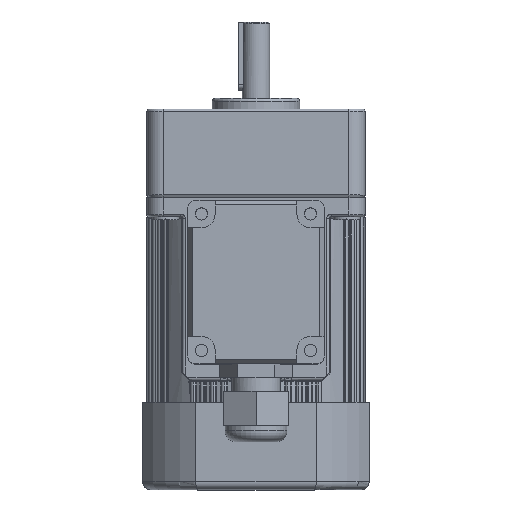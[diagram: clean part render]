
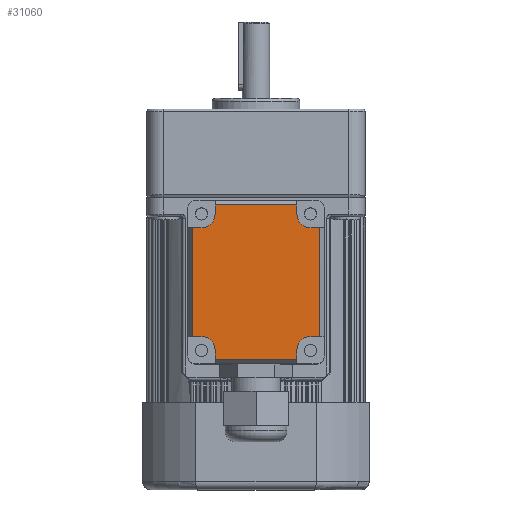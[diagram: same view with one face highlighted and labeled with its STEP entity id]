
A CAD part, top view. The second image highlights one B-rep face of the part: STEP entity #31060.
In plain terms, the highlighted face is planar.
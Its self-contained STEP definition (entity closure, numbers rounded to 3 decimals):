
#135 = CARTESIAN_POINT ( 'NONE',  ( -144.756, 40., -687.373 ) ) ;
#335 = AXIS2_PLACEMENT_3D ( 'NONE', #34398, #14379, #37752 ) ;
#696 = EDGE_LOOP ( 'NONE', ( #6617, #36303, #39854, #28205, #3651, #32162, #20439, #17401, #31695, #34595, #11167, #15352, #21524, #6078, #26850, #6171 ) ) ;
#745 = DIRECTION ( 'NONE',  ( 0., 0., -1. ) ) ;
#1364 = DIRECTION ( 'NONE',  ( 0., -1., 0. ) ) ;
#2000 = LINE ( 'NONE', #34344, #9811 ) ;
#2267 = LINE ( 'NONE', #36435, #35684 ) ;
#2410 = VERTEX_POINT ( 'NONE', #12952 ) ;
#2895 = CARTESIAN_POINT ( 'NONE',  ( -134.756, 40., -692.163 ) ) ;
#3002 = AXIS2_PLACEMENT_3D ( 'NONE', #7071, #30416, #10428 ) ;
#3353 = VECTOR ( 'NONE', #22220, 1000. ) ;
#3374 = VERTEX_POINT ( 'NONE', #13629 ) ;
#3632 = LINE ( 'NONE', #25941, #28144 ) ;
#3651 = ORIENTED_EDGE ( 'NONE', *, *, #42319, .T. ) ;
#4058 = CARTESIAN_POINT ( 'NONE',  ( -99.966, 40., -647.373 ) ) ;
#4850 = VERTEX_POINT ( 'NONE', #4058 ) ;
#6078 = ORIENTED_EDGE ( 'NONE', *, *, #14889, .T. ) ;
#6171 = ORIENTED_EDGE ( 'NONE', *, *, #14197, .T. ) ;
#6617 = ORIENTED_EDGE ( 'NONE', *, *, #10080, .F. ) ;
#7071 = CARTESIAN_POINT ( 'NONE',  ( -139.547, 40., -692.163 ) ) ;
#7266 = EDGE_CURVE ( 'NONE', #27984, #19057, #21922, .T. ) ;
#7286 = EDGE_CURVE ( 'NONE', #29633, #9538, #39724, .T. ) ;
#7994 = AXIS2_PLACEMENT_3D ( 'NONE', #40754, #20761, #745 ) ;
#8105 = CARTESIAN_POINT ( 'NONE',  ( -134.756, 40., -695.641 ) ) ;
#8286 = CARTESIAN_POINT ( 'NONE',  ( -104.756, 40., -647.373 ) ) ;
#8384 = CIRCLE ( 'NONE', #3002, 4.79 ) ;
#9468 = CARTESIAN_POINT ( 'NONE',  ( -134.756, 40., -639.105 ) ) ;
#9530 = VERTEX_POINT ( 'NONE', #17570 ) ;
#9538 = VERTEX_POINT ( 'NONE', #37594 ) ;
#9811 = VECTOR ( 'NONE', #16809, 1000. ) ;
#10080 = EDGE_CURVE ( 'NONE', #40243, #32256, #25992, .T. ) ;
#10428 = DIRECTION ( 'NONE',  ( 0., 0., -1. ) ) ;
#10743 = CARTESIAN_POINT ( 'NONE',  ( -134.756, 40., -687.373 ) ) ;
#11167 = ORIENTED_EDGE ( 'NONE', *, *, #7266, .F. ) ;
#11636 = DIRECTION ( 'NONE',  ( 1., 0., 0. ) ) ;
#11681 = VECTOR ( 'NONE', #28770, 1000. ) ;
#12886 = AXIS2_PLACEMENT_3D ( 'NONE', #21348, #1364, #24679 ) ;
#12952 = CARTESIAN_POINT ( 'NONE',  ( -104.756, 40., -695.641 ) ) ;
#13629 = CARTESIAN_POINT ( 'NONE',  ( -139.547, 40., -647.373 ) ) ;
#13955 = EDGE_CURVE ( 'NONE', #29633, #36909, #2267, .T. ) ;
#14197 = EDGE_CURVE ( 'NONE', #3374, #32256, #28317, .T. ) ;
#14379 = DIRECTION ( 'NONE',  ( 0., -1., 0. ) ) ;
#14889 = EDGE_CURVE ( 'NONE', #16941, #25739, #3632, .T. ) ;
#15352 = ORIENTED_EDGE ( 'NONE', *, *, #41628, .T. ) ;
#15536 = CARTESIAN_POINT ( 'NONE',  ( -104.756, 40., -697.373 ) ) ;
#15797 = PLANE ( 'NONE',  #17281 ) ;
#15977 = CARTESIAN_POINT ( 'NONE',  ( -143.024, 40., -647.373 ) ) ;
#16809 = DIRECTION ( 'NONE',  ( 0., 0., -1. ) ) ;
#16913 = DIRECTION ( 'NONE',  ( 1., 0., 0. ) ) ;
#16941 = VERTEX_POINT ( 'NONE', #33766 ) ;
#17281 = AXIS2_PLACEMENT_3D ( 'NONE', #39203, #19189, #42522 ) ;
#17401 = ORIENTED_EDGE ( 'NONE', *, *, #7286, .T. ) ;
#17570 = CARTESIAN_POINT ( 'NONE',  ( -139.547, 40., -687.373 ) ) ;
#18376 = FACE_OUTER_BOUND ( 'NONE', #696, .T. ) ;
#18392 = EDGE_CURVE ( 'NONE', #2410, #19057, #30557, .T. ) ;
#18602 = CARTESIAN_POINT ( 'NONE',  ( -134.756, 40., -642.582 ) ) ;
#18686 = CARTESIAN_POINT ( 'NONE',  ( -96.488, 40., -647.373 ) ) ;
#18901 = DIRECTION ( 'NONE',  ( 0., 0., 1. ) ) ;
#19057 = VERTEX_POINT ( 'NONE', #21901 ) ;
#19189 = DIRECTION ( 'NONE',  ( 0., -1., 0. ) ) ;
#20439 = ORIENTED_EDGE ( 'NONE', *, *, #13955, .F. ) ;
#20600 = LINE ( 'NONE', #42064, #11681 ) ;
#20761 = DIRECTION ( 'NONE',  ( 0., -1., 0. ) ) ;
#21348 = CARTESIAN_POINT ( 'NONE',  ( -139.547, 40., -642.582 ) ) ;
#21524 = ORIENTED_EDGE ( 'NONE', *, *, #32758, .F. ) ;
#21669 = VECTOR ( 'NONE', #31475, 1000. ) ;
#21870 = DIRECTION ( 'NONE',  ( 0., 0., 1. ) ) ;
#21901 = CARTESIAN_POINT ( 'NONE',  ( -134.756, 40., -695.641 ) ) ;
#21922 = LINE ( 'NONE', #10743, #29752 ) ;
#22220 = DIRECTION ( 'NONE',  ( 0., 0., 1. ) ) ;
#23206 = VECTOR ( 'NONE', #28061, 1000. ) ;
#24598 = LINE ( 'NONE', #8286, #25649 ) ;
#24679 = DIRECTION ( 'NONE',  ( 0., 0., -1. ) ) ;
#24728 = VERTEX_POINT ( 'NONE', #30080 ) ;
#25649 = VECTOR ( 'NONE', #11636, 1000. ) ;
#25739 = VERTEX_POINT ( 'NONE', #15977 ) ;
#25941 = CARTESIAN_POINT ( 'NONE',  ( -143.024, 40., -647.373 ) ) ;
#25992 = LINE ( 'NONE', #28720, #33852 ) ;
#26850 = ORIENTED_EDGE ( 'NONE', *, *, #36543, .F. ) ;
#27780 = CARTESIAN_POINT ( 'NONE',  ( -104.756, 40., -639.105 ) ) ;
#27984 = VERTEX_POINT ( 'NONE', #2895 ) ;
#28061 = DIRECTION ( 'NONE',  ( 1., 0., 0. ) ) ;
#28144 = VECTOR ( 'NONE', #21870, 1000. ) ;
#28205 = ORIENTED_EDGE ( 'NONE', *, *, #33538, .T. ) ;
#28317 = CIRCLE ( 'NONE', #12886, 4.79 ) ;
#28720 = CARTESIAN_POINT ( 'NONE',  ( -134.756, 40., -637.373 ) ) ;
#28770 = DIRECTION ( 'NONE',  ( -1., 0., 0. ) ) ;
#29196 = VERTEX_POINT ( 'NONE', #42703 ) ;
#29515 = EDGE_CURVE ( 'NONE', #2410, #9538, #40430, .T. ) ;
#29633 = VERTEX_POINT ( 'NONE', #32909 ) ;
#29752 = VECTOR ( 'NONE', #40828, 1000. ) ;
#30080 = CARTESIAN_POINT ( 'NONE',  ( -104.756, 40., -639.105 ) ) ;
#30416 = DIRECTION ( 'NONE',  ( 0., -1., 0. ) ) ;
#30557 = LINE ( 'NONE', #8105, #21669 ) ;
#31060 = ADVANCED_FACE ( 'NONE', ( #18376 ), #15797, .F. ) ;
#31382 = CARTESIAN_POINT ( 'NONE',  ( -96.488, 40., -687.373 ) ) ;
#31475 = DIRECTION ( 'NONE',  ( -1., 0., 0. ) ) ;
#31529 = VECTOR ( 'NONE', #18901, 1000. ) ;
#31695 = ORIENTED_EDGE ( 'NONE', *, *, #29515, .F. ) ;
#32162 = ORIENTED_EDGE ( 'NONE', *, *, #33449, .T. ) ;
#32256 = VERTEX_POINT ( 'NONE', #18602 ) ;
#32758 = EDGE_CURVE ( 'NONE', #16941, #9530, #37569, .T. ) ;
#32909 = CARTESIAN_POINT ( 'NONE',  ( -99.966, 40., -687.373 ) ) ;
#33336 = CIRCLE ( 'NONE', #7994, 4.79 ) ;
#33449 = EDGE_CURVE ( 'NONE', #38517, #36909, #2000, .T. ) ;
#33538 = EDGE_CURVE ( 'NONE', #29196, #4850, #33336, .T. ) ;
#33766 = CARTESIAN_POINT ( 'NONE',  ( -143.024, 40., -687.373 ) ) ;
#33852 = VECTOR ( 'NONE', #38835, 1000. ) ;
#34344 = CARTESIAN_POINT ( 'NONE',  ( -96.488, 40., -687.373 ) ) ;
#34398 = CARTESIAN_POINT ( 'NONE',  ( -99.966, 40., -692.163 ) ) ;
#34595 = ORIENTED_EDGE ( 'NONE', *, *, #18392, .T. ) ;
#35468 = VECTOR ( 'NONE', #16913, 1000. ) ;
#35684 = VECTOR ( 'NONE', #39794, 1000. ) ;
#36303 = ORIENTED_EDGE ( 'NONE', *, *, #37898, .T. ) ;
#36435 = CARTESIAN_POINT ( 'NONE',  ( -104.756, 40., -687.373 ) ) ;
#36543 = EDGE_CURVE ( 'NONE', #3374, #25739, #20600, .T. ) ;
#36909 = VERTEX_POINT ( 'NONE', #31382 ) ;
#37569 = LINE ( 'NONE', #135, #35468 ) ;
#37594 = CARTESIAN_POINT ( 'NONE',  ( -104.756, 40., -692.163 ) ) ;
#37752 = DIRECTION ( 'NONE',  ( 0., 0., -1. ) ) ;
#37836 = LINE ( 'NONE', #42219, #3353 ) ;
#37898 = EDGE_CURVE ( 'NONE', #40243, #24728, #40960, .T. ) ;
#37958 = EDGE_CURVE ( 'NONE', #29196, #24728, #37836, .T. ) ;
#38517 = VERTEX_POINT ( 'NONE', #18686 ) ;
#38835 = DIRECTION ( 'NONE',  ( 0., 0., -1. ) ) ;
#39203 = CARTESIAN_POINT ( 'NONE',  ( 0., 40., 0. ) ) ;
#39724 = CIRCLE ( 'NONE', #335, 4.79 ) ;
#39794 = DIRECTION ( 'NONE',  ( 1., 0., 0. ) ) ;
#39854 = ORIENTED_EDGE ( 'NONE', *, *, #37958, .F. ) ;
#40243 = VERTEX_POINT ( 'NONE', #9468 ) ;
#40430 = LINE ( 'NONE', #15536, #31529 ) ;
#40754 = CARTESIAN_POINT ( 'NONE',  ( -99.966, 40., -642.582 ) ) ;
#40828 = DIRECTION ( 'NONE',  ( 0., 0., -1. ) ) ;
#40960 = LINE ( 'NONE', #27780, #23206 ) ;
#41628 = EDGE_CURVE ( 'NONE', #27984, #9530, #8384, .T. ) ;
#42064 = CARTESIAN_POINT ( 'NONE',  ( -134.756, 40., -647.373 ) ) ;
#42219 = CARTESIAN_POINT ( 'NONE',  ( -104.756, 40., -647.373 ) ) ;
#42319 = EDGE_CURVE ( 'NONE', #4850, #38517, #24598, .T. ) ;
#42522 = DIRECTION ( 'NONE',  ( 0., 0., -1. ) ) ;
#42703 = CARTESIAN_POINT ( 'NONE',  ( -104.756, 40., -642.582 ) ) ;
